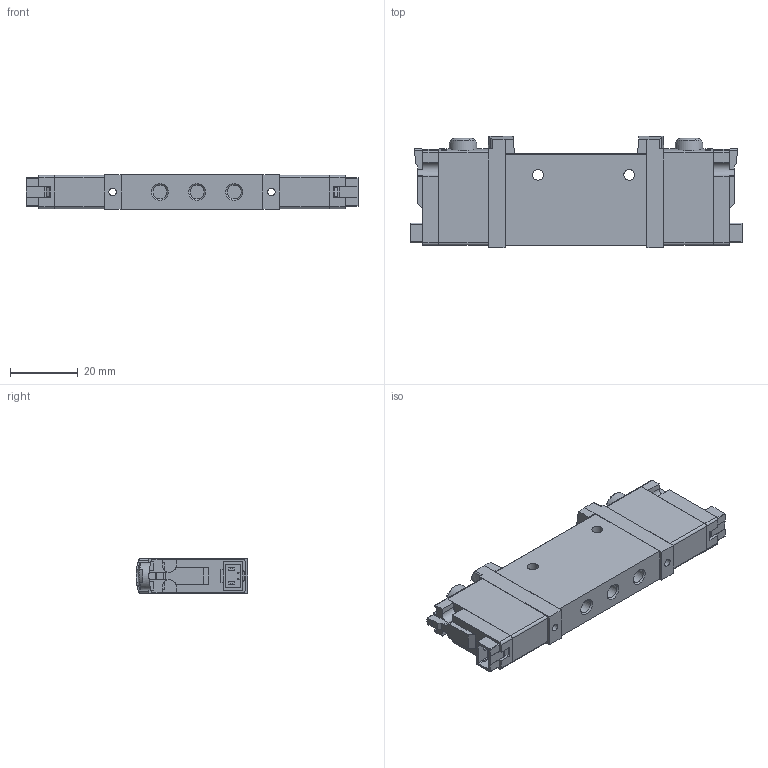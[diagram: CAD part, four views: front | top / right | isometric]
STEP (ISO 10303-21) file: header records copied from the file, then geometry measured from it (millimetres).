
FILE_DESCRIPTION(/* description */ ('STEP AP214'),/* implementation_level */ '2;1');
FILE_NAME(/* name */ '8164335_VUVG-L10-T32H-AZT-M5-1H2L-F1A',/* time_stamp */ '2024-09-17T15:15:12+02:00',/* author */ ('License CC BY-ND 4.0'),/* organization */ ('CADENAS'),/* preprocessor_version */ 'ST-DEVELOPER v19.3',/* originating_system */ 'PARTsolutions',/* authorisation */ ' ');
FILE_SCHEMA (('AUTOMOTIVE_DESIGN {1 0 10303 214 3 1 1}'));
Length unit declared in the file: millimetre
Products named in the file (3): 8164335 VUVG-L10-T32H-AZT-M5-1H2L-F1A; 564212 VUVG-L-10-T32H-AZT-M5--1H2--L---F1A---(G); 3779382 VUVG-LK-IP40
Assembly tree (3 placements, depth 2):
  8164335 VUVG-L10-T32H-AZT-M5-1H2L-F1A
    564212 VUVG-L-10-T32H-AZT-M5--1H2--L---F1A---(G)
    3779382 VUVG-LK-IP40  x2
Bounding box: 98.3 x 33.1 x 10.25 mm (x, y, z)
Volume: 23875.3 mm3; surface area: 11938.4 mm2
Topology: 3 solids, 3 shells, 556 faces, 1539 edges, 1016 vertices
Faces by surface type: plane 417, cylinder 115, cone 16, torus 6, sphere 2
Full cylindrical faces by diameter (mm): 1.4 x1, 2.459 x1, 3 x2, 3.2 x2, 3.8 x2, 3.9 x2, 4.134 x5, 8.1 x2
Entity records: 13508 total; most frequent: CARTESIAN_POINT 2454, ORIENTED_EDGE 2260, DIRECTION 2248, EDGE_CURVE 1130, LINE 830, VECTOR 830, VERTEX_POINT 763, AXIS2_PLACEMENT_3D 709
